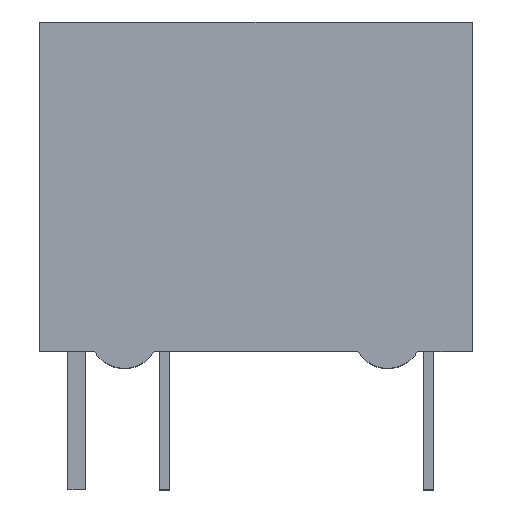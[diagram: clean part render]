
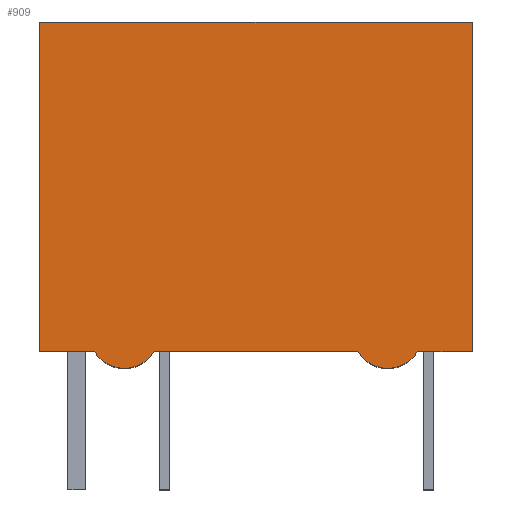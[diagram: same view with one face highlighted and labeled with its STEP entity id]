
A CAD part, top view. The second image highlights one B-rep face of the part: STEP entity #909.
In plain terms, the highlighted planar face has unit normal (0, 0, 1).
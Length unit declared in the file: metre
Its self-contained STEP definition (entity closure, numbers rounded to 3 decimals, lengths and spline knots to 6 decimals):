
#46=B_SPLINE_CURVE_WITH_KNOTS('',3,(#1610,#1611,#1612,#1613),
 .UNSPECIFIED.,.F.,.F.,(4,4),(0.,1.),.UNSPECIFIED.);
#53=B_SPLINE_CURVE_WITH_KNOTS('',3,(#1645,#1646,#1647,#1648),
 .UNSPECIFIED.,.F.,.F.,(4,4),(0.,1.),.UNSPECIFIED.);
#55=B_SPLINE_CURVE_WITH_KNOTS('',3,(#1655,#1656,#1657,#1658),
 .UNSPECIFIED.,.F.,.F.,(4,4),(0.,1.),.UNSPECIFIED.);
#81=B_SPLINE_CURVE_WITH_KNOTS('',3,(#1785,#1786,#1787,#1788),
 .UNSPECIFIED.,.F.,.F.,(4,4),(0.,1.),.UNSPECIFIED.);
#83=B_SPLINE_CURVE_WITH_KNOTS('',3,(#1799,#1800,#1801,#1802),
 .UNSPECIFIED.,.F.,.F.,(4,4),(0.,1.),.UNSPECIFIED.);
#85=B_SPLINE_CURVE_WITH_KNOTS('',3,(#1813,#1814,#1815,#1816),
 .UNSPECIFIED.,.F.,.F.,(4,4),(0.,1.),.UNSPECIFIED.);
#153=PLANE('',#1319);
#301=ORIENTED_EDGE('',*,*,#541,.F.);
#302=ORIENTED_EDGE('',*,*,#528,.T.);
#303=ORIENTED_EDGE('',*,*,#542,.F.);
#304=ORIENTED_EDGE('',*,*,#524,.T.);
#305=ORIENTED_EDGE('',*,*,#498,.T.);
#306=ORIENTED_EDGE('',*,*,#496,.F.);
#307=ORIENTED_EDGE('',*,*,#489,.T.);
#308=ORIENTED_EDGE('',*,*,#532,.T.);
#489=EDGE_CURVE('',#622,#621,#46,.F.);
#496=EDGE_CURVE('',#622,#627,#53,.T.);
#498=EDGE_CURVE('',#628,#627,#55,.F.);
#524=EDGE_CURVE('',#653,#628,#81,.F.);
#528=EDGE_CURVE('',#657,#656,#83,.F.);
#532=EDGE_CURVE('',#621,#660,#85,.F.);
#541=EDGE_CURVE('',#657,#660,#703,.F.);
#542=EDGE_CURVE('',#653,#656,#704,.F.);
#621=VERTEX_POINT('',#1609);
#622=VERTEX_POINT('',#1614);
#627=VERTEX_POINT('',#1649);
#628=VERTEX_POINT('',#1659);
#653=VERTEX_POINT('',#1789);
#656=VERTEX_POINT('',#1798);
#657=VERTEX_POINT('',#1803);
#660=VERTEX_POINT('',#1812);
#703=CIRCLE('',#1320,0.001);
#704=CIRCLE('',#1321,0.001);
#729=EDGE_LOOP('',(#301,#302,#303,#304,#305,#306,#307,#308));
#793=FACE_BOUND('',#729,.T.);
#909=ADVANCED_FACE('',(#793),#153,.F.);
#1319=AXIS2_PLACEMENT_3D('',#1837,#1423,#1424);
#1320=AXIS2_PLACEMENT_3D('',#1838,#1425,#1426);
#1321=AXIS2_PLACEMENT_3D('',#1839,#1427,#1428);
#1423=DIRECTION('',(0.,0.,-1.));
#1424=DIRECTION('',(-1.,0.,0.));
#1425=DIRECTION('',(0.,0.,1.));
#1426=DIRECTION('',(1.,0.,0.));
#1427=DIRECTION('',(0.,0.,1.));
#1428=DIRECTION('',(1.,0.,0.));
#1609=CARTESIAN_POINT('',(-0.00107,0.0005,0.00121));
#1610=CARTESIAN_POINT('',(-0.00107,0.0005,0.00121));
#1611=CARTESIAN_POINT('',(-0.00107,0.003667,0.00121));
#1612=CARTESIAN_POINT('',(-0.00107,0.006833,0.00121));
#1613=CARTESIAN_POINT('',(-0.00107,0.01,0.00121));
#1614=CARTESIAN_POINT('',(-0.00107,0.01,0.00121));
#1645=CARTESIAN_POINT('',(-0.00107,0.01,0.00121));
#1646=CARTESIAN_POINT('',(0.003097,0.01,0.00121));
#1647=CARTESIAN_POINT('',(0.007263,0.01,0.00121));
#1648=CARTESIAN_POINT('',(0.01143,0.01,0.00121));
#1649=CARTESIAN_POINT('',(0.01143,0.01,0.00121));
#1655=CARTESIAN_POINT('',(0.01143,0.01,0.00121));
#1656=CARTESIAN_POINT('',(0.01143,0.006833,0.00121));
#1657=CARTESIAN_POINT('',(0.01143,0.003667,0.00121));
#1658=CARTESIAN_POINT('',(0.01143,0.0005,0.00121));
#1659=CARTESIAN_POINT('',(0.01143,0.0005,0.00121));
#1785=CARTESIAN_POINT('',(0.01143,0.0005,0.00121));
#1786=CARTESIAN_POINT('',(0.010902,0.0005,0.00121));
#1787=CARTESIAN_POINT('',(0.010374,0.0005,0.00121));
#1788=CARTESIAN_POINT('',(0.009846,0.0005,0.00121));
#1789=CARTESIAN_POINT('',(0.009846,0.0005,0.00121));
#1798=CARTESIAN_POINT('',(0.008114,0.0005,0.00121));
#1799=CARTESIAN_POINT('',(0.008114,0.0005,0.00121));
#1800=CARTESIAN_POINT('',(0.006158,0.0005,0.00121));
#1801=CARTESIAN_POINT('',(0.004202,0.0005,0.00121));
#1802=CARTESIAN_POINT('',(0.002246,0.0005,0.00121));
#1803=CARTESIAN_POINT('',(0.002246,0.0005,0.00121));
#1812=CARTESIAN_POINT('',(0.000514,0.0005,0.00121));
#1813=CARTESIAN_POINT('',(0.000514,0.0005,0.00121));
#1814=CARTESIAN_POINT('',(-0.000014,0.0005,0.00121));
#1815=CARTESIAN_POINT('',(-0.000542,0.0005,0.00121));
#1816=CARTESIAN_POINT('',(-0.00107,0.0005,0.00121));
#1837=CARTESIAN_POINT('',(0.01143,-0.00006,0.00121));
#1838=CARTESIAN_POINT('',(0.00138,0.001,0.00121));
#1839=CARTESIAN_POINT('',(0.00898,0.001,0.00121));
